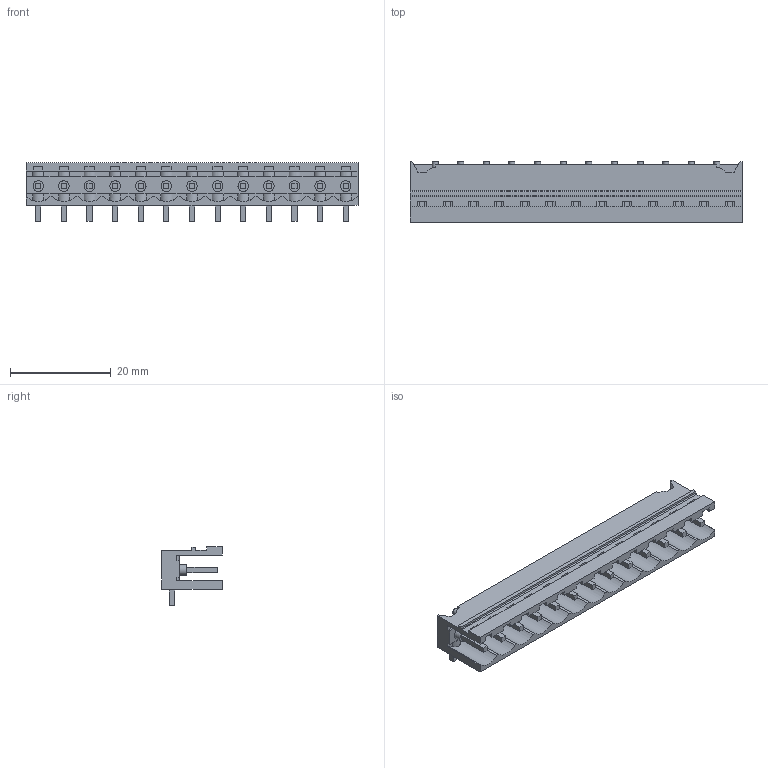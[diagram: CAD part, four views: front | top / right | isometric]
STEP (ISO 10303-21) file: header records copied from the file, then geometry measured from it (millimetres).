
FILE_DESCRIPTION(('CATIA V5 STEP Exchange','CAx-IF Rec.Pracs.--- Model Styling and Organization---1.2---2011-12-15'),'2;1');
FILE_NAME ('D1456018_0', '2018-03-09T07:46:32+00:00', ('none'), ('Weidmueller'), 'CATIA Version 5-6 Release 2014', 'CATIA V5 STEP AP214', 'none');
FILE_SCHEMA(('AUTOMOTIVE_DESIGN { 1 0 10303 214 1 1 1 1 }'));
Length unit declared in the file: millimetre
Products named in the file (1): 1780060000
Bounding box: 65.84 x 12 x 11.63 mm (x, y, z)
Volume: 2356.1 mm3; surface area: 5539.7 mm2
Topology: 14 solids, 14 shells, 717 faces, 2292 edges, 1590 vertices
Faces by surface type: plane 590, cylinder 125, extrusion 2
Entity records: 23398 total; most frequent: CARTESIAN_POINT 4664, ORIENTED_EDGE 4584, DIRECTION 2834, EDGE_CURVE 2292, VECTOR 1770, LINE 1768, VERTEX_POINT 1590, EDGE_LOOP 756
